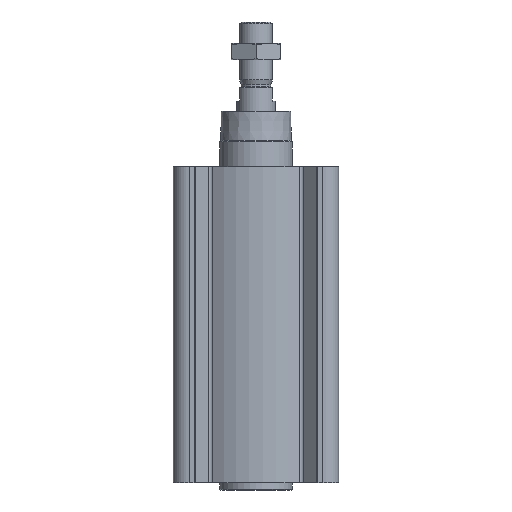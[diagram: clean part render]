
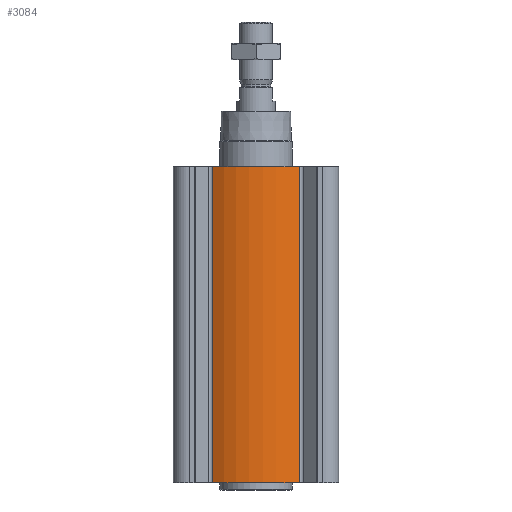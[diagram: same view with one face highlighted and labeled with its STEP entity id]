
A CAD part, front view. The second image highlights one B-rep face of the part: STEP entity #3084.
In plain terms, the highlighted cylindrical face has radius 67 mm (diameter 134 mm), a partial arc.
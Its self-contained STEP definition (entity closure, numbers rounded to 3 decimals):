
#141=LINE('',#5111,#326);
#142=LINE('',#5113,#327);
#326=VECTOR('',#3946,1000.);
#327=VECTOR('',#3949,1000.);
#592=CIRCLE('',#3344,67.);
#624=CIRCLE('',#3384,67.);
#929=ORIENTED_EDGE('',*,*,#1606,.T.);
#930=ORIENTED_EDGE('',*,*,#1693,.F.);
#931=ORIENTED_EDGE('',*,*,#1662,.F.);
#932=ORIENTED_EDGE('',*,*,#1692,.T.);
#1606=EDGE_CURVE('',#2013,#2012,#592,.T.);
#1662=EDGE_CURVE('',#2059,#2060,#624,.T.);
#1692=EDGE_CURVE('',#2059,#2013,#141,.T.);
#1693=EDGE_CURVE('',#2060,#2012,#142,.T.);
#2012=VERTEX_POINT('',#4940);
#2013=VERTEX_POINT('',#4942);
#2059=VERTEX_POINT('',#5051);
#2060=VERTEX_POINT('',#5053);
#2372=EDGE_LOOP('',(#929,#930,#931,#932));
#2709=FACE_BOUND('',#2372,.T.);
#3009=CYLINDRICAL_SURFACE('',#3408,67.);
#3084=ADVANCED_FACE('',(#2709),#3009,.T.);
#3344=AXIS2_PLACEMENT_3D('',#4941,#3774,#3775);
#3384=AXIS2_PLACEMENT_3D('',#5052,#3878,#3879);
#3408=AXIS2_PLACEMENT_3D('',#5112,#3947,#3948);
#3774=DIRECTION('',(0.,0.,1.));
#3775=DIRECTION('',(1.,0.,0.));
#3878=DIRECTION('',(0.,0.,1.));
#3879=DIRECTION('',(1.,0.,0.));
#3946=DIRECTION('',(0.,0.,-1.));
#3947=DIRECTION('',(0.,0.,-1.));
#3948=DIRECTION('',(-1.,0.,0.));
#3949=DIRECTION('',(0.,0.,-1.));
#4940=CARTESIAN_POINT('',(36.035,-56.485,-260.));
#4941=CARTESIAN_POINT('',(0.,0.,-260.));
#4942=CARTESIAN_POINT('',(-36.035,-56.485,-260.));
#5051=CARTESIAN_POINT('',(-36.035,-56.485,0.));
#5052=CARTESIAN_POINT('',(0.,0.,0.));
#5053=CARTESIAN_POINT('',(36.035,-56.485,0.));
#5111=CARTESIAN_POINT('',(-36.035,-56.485,0.));
#5112=CARTESIAN_POINT('',(0.,0.,0.));
#5113=CARTESIAN_POINT('',(36.035,-56.485,0.));
